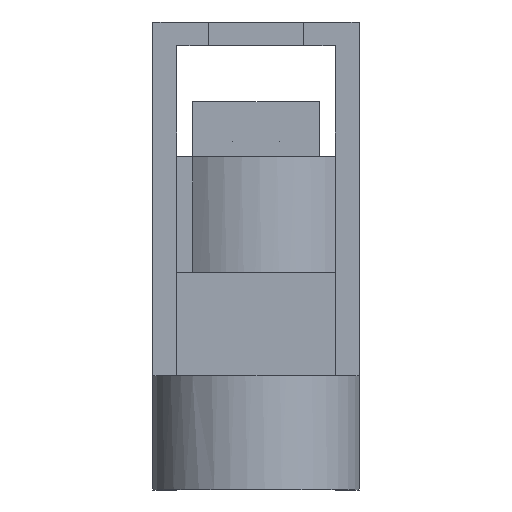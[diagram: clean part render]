
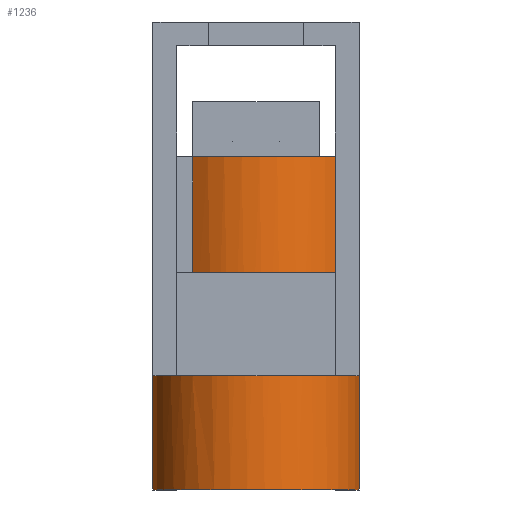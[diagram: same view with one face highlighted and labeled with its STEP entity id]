
A CAD part, top view. The second image highlights one B-rep face of the part: STEP entity #1236.
In plain terms, the highlighted cylindrical face has radius 6.591 mm (diameter 13.182 mm), a partial arc.
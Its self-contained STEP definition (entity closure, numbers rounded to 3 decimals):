
#25=CYLINDRICAL_SURFACE('',#1324,6.591);
#33=LINE('',#1775,#187);
#37=LINE('',#1783,#191);
#38=LINE('',#1785,#192);
#39=LINE('',#1789,#193);
#187=VECTOR('',#1431,10.);
#191=VECTOR('',#1437,10.);
#192=VECTOR('',#1438,10.);
#193=VECTOR('',#1441,10.);
#343=FACE_OUTER_BOUND('',#413,.T.);
#413=EDGE_LOOP('',(#821,#822,#823,#824,#825,#826,#827));
#492=CIRCLE('',#1322,6.591);
#493=CIRCLE('',#1325,6.591);
#494=CIRCLE('',#1326,6.591);
#518=VERTEX_POINT('',#1768);
#519=VERTEX_POINT('',#1770);
#520=VERTEX_POINT('',#1774);
#523=VERTEX_POINT('',#1782);
#524=VERTEX_POINT('',#1784);
#525=VERTEX_POINT('',#1786);
#526=VERTEX_POINT('',#1788);
#635=EDGE_CURVE('',#518,#519,#492,.T.);
#637=EDGE_CURVE('',#520,#519,#33,.T.);
#641=EDGE_CURVE('',#523,#518,#37,.T.);
#642=EDGE_CURVE('',#524,#523,#38,.T.);
#643=EDGE_CURVE('',#525,#524,#493,.T.);
#644=EDGE_CURVE('',#525,#526,#39,.T.);
#645=EDGE_CURVE('',#526,#520,#494,.T.);
#821=ORIENTED_EDGE('',*,*,#641,.F.);
#822=ORIENTED_EDGE('',*,*,#642,.F.);
#823=ORIENTED_EDGE('',*,*,#643,.F.);
#824=ORIENTED_EDGE('',*,*,#644,.T.);
#825=ORIENTED_EDGE('',*,*,#645,.T.);
#826=ORIENTED_EDGE('',*,*,#637,.T.);
#827=ORIENTED_EDGE('',*,*,#635,.F.);
#1236=ADVANCED_FACE('',(#343),#25,.T.);
#1322=AXIS2_PLACEMENT_3D('',#1771,#1426,#1427);
#1324=AXIS2_PLACEMENT_3D('',#1781,#1435,#1436);
#1325=AXIS2_PLACEMENT_3D('',#1787,#1439,#1440);
#1326=AXIS2_PLACEMENT_3D('',#1790,#1442,#1443);
#1426=DIRECTION('center_axis',(0.,-1.,0.));
#1427=DIRECTION('ref_axis',(0.986,0.,0.166));
#1431=DIRECTION('',(0.,-1.,0.));
#1435=DIRECTION('center_axis',(0.,1.,0.));
#1436=DIRECTION('ref_axis',(0.986,0.,0.166));
#1437=DIRECTION('',(0.,-1.,0.));
#1438=DIRECTION('',(0.,-1.,0.));
#1439=DIRECTION('center_axis',(0.,1.,0.));
#1440=DIRECTION('ref_axis',(0.986,0.,0.166));
#1441=DIRECTION('',(0.,-1.,0.));
#1442=DIRECTION('center_axis',(0.,-1.,0.));
#1443=DIRECTION('ref_axis',(0.986,0.,0.166));
#1768=CARTESIAN_POINT('',(68.5,13.,3.));
#1770=CARTESIAN_POINT('',(55.5,13.,3.));
#1771=CARTESIAN_POINT('Origin',(62.,13.,1.909));
#1774=CARTESIAN_POINT('',(55.5,20.2,3.));
#1775=CARTESIAN_POINT('',(55.5,16.,3.));
#1781=CARTESIAN_POINT('Origin',(62.,15.,1.909));
#1782=CARTESIAN_POINT('',(68.5,32.5,3.));
#1783=CARTESIAN_POINT('',(68.5,15.,3.));
#1784=CARTESIAN_POINT('',(68.5,34.,3.));
#1785=CARTESIAN_POINT('',(68.5,15.,3.));
#1786=CARTESIAN_POINT('',(58.,34.,7.147));
#1787=CARTESIAN_POINT('Origin',(62.,34.,1.909));
#1788=CARTESIAN_POINT('',(58.,20.2,7.147));
#1789=CARTESIAN_POINT('',(58.,15.,7.147));
#1790=CARTESIAN_POINT('Origin',(62.,20.2,1.909));
